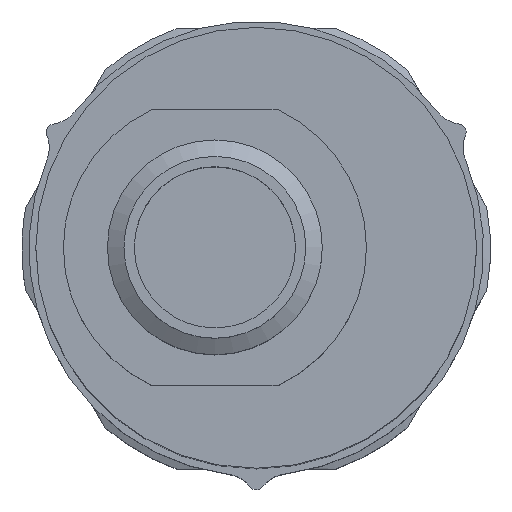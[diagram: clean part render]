
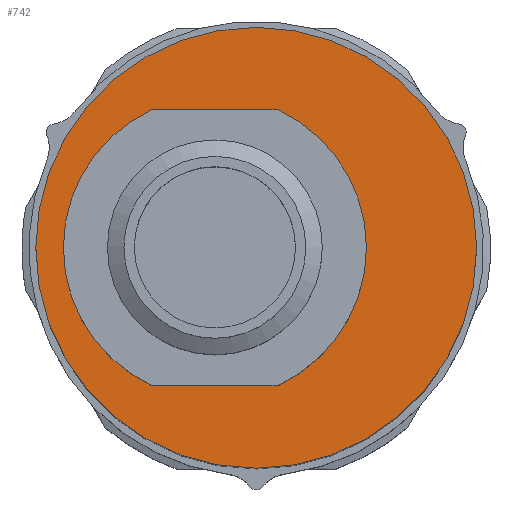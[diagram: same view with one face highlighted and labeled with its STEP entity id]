
A CAD part, top view. The second image highlights one B-rep face of the part: STEP entity #742.
In plain terms, the highlighted planar face has unit normal (0, 0, 1).
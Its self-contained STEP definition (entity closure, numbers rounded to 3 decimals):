
#27=PLANE('',#838);
#54=LINE('',#1270,#86);
#58=LINE('',#1279,#90);
#86=VECTOR('',#1030,4.583);
#90=VECTOR('',#1036,4.583);
#130=FACE_BOUND('',#229,.T.);
#173=FACE_OUTER_BOUND('',#228,.T.);
#228=EDGE_LOOP('',(#645));
#229=EDGE_LOOP('',(#646,#647,#648,#649));
#281=CIRCLE('',#831,5.5);
#282=CIRCLE('',#833,5.5);
#284=CIRCLE('',#837,8.);
#356=VERTEX_POINT('',#1268);
#357=VERTEX_POINT('',#1269);
#360=VERTEX_POINT('',#1277);
#361=VERTEX_POINT('',#1278);
#364=VERTEX_POINT('',#1293);
#448=EDGE_CURVE('',#356,#357,#54,.T.);
#452=EDGE_CURVE('',#360,#361,#58,.T.);
#457=EDGE_CURVE('',#356,#361,#281,.T.);
#458=EDGE_CURVE('',#360,#357,#282,.T.);
#460=EDGE_CURVE('',#364,#364,#284,.T.);
#645=ORIENTED_EDGE('',*,*,#460,.T.);
#646=ORIENTED_EDGE('',*,*,#457,.T.);
#647=ORIENTED_EDGE('',*,*,#452,.F.);
#648=ORIENTED_EDGE('',*,*,#458,.T.);
#649=ORIENTED_EDGE('',*,*,#448,.F.);
#742=ADVANCED_FACE('',(#173,#130),#27,.T.);
#831=AXIS2_PLACEMENT_3D('',#1287,#1044,#1045);
#833=AXIS2_PLACEMENT_3D('',#1289,#1048,#1049);
#837=AXIS2_PLACEMENT_3D('',#1294,#1056,#1057);
#838=AXIS2_PLACEMENT_3D('',#1295,#1058,#1059);
#1030=DIRECTION('',(-1.,0.,0.));
#1036=DIRECTION('',(1.,0.,0.));
#1044=DIRECTION('center_axis',(0.,0.,-1.));
#1045=DIRECTION('ref_axis',(-1.,0.,0.));
#1048=DIRECTION('center_axis',(0.,0.,-1.));
#1049=DIRECTION('ref_axis',(-1.,0.,0.));
#1056=DIRECTION('center_axis',(0.,0.,1.));
#1057=DIRECTION('ref_axis',(-1.,0.,0.));
#1058=DIRECTION('center_axis',(0.,0.,1.));
#1059=DIRECTION('ref_axis',(1.,0.,0.));
#1268=CARTESIAN_POINT('',(0.791,5.,27.5));
#1269=CARTESIAN_POINT('',(-3.791,5.,27.5));
#1270=CARTESIAN_POINT('',(-0.354,5.,27.5));
#1277=CARTESIAN_POINT('',(-3.791,-5.,27.5));
#1278=CARTESIAN_POINT('',(0.791,-5.,27.5));
#1279=CARTESIAN_POINT('',(-2.646,-5.,27.5));
#1287=CARTESIAN_POINT('Origin',(-1.5,0.,27.5));
#1289=CARTESIAN_POINT('Origin',(-1.5,0.,27.5));
#1293=CARTESIAN_POINT('',(8.,0.,27.5));
#1294=CARTESIAN_POINT('Origin',(0.,0.,27.5));
#1295=CARTESIAN_POINT('Origin',(0.,0.,27.5));
